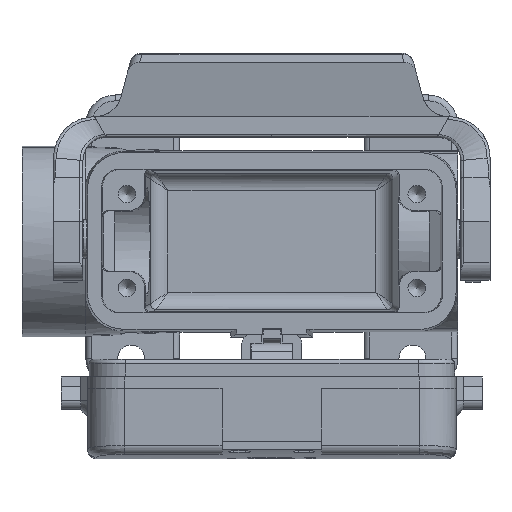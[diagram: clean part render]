
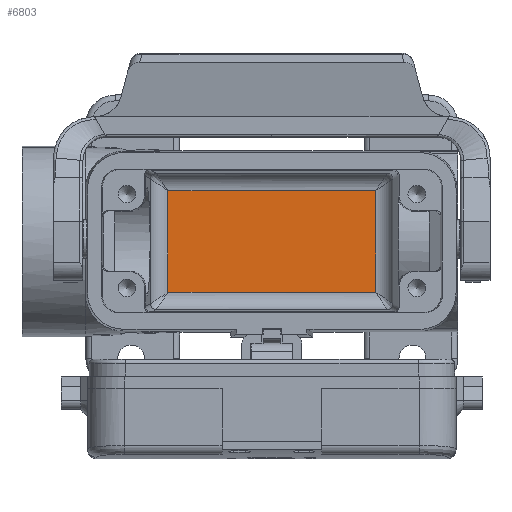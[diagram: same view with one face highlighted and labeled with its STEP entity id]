
A CAD part, top view. The second image highlights one B-rep face of the part: STEP entity #6803.
In plain terms, the highlighted planar face has unit normal (0, 0, 1).
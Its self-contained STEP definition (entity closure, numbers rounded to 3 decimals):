
#3274=PLANE('',#15925);
#3676=FACE_OUTER_BOUND('',#7656,.T.);
#4619=LINE('',#20683,#5578);
#4682=LINE('',#21132,#5641);
#4684=LINE('',#21226,#5643);
#4687=LINE('',#21230,#5646);
#5578=VECTOR('',#17429,1.);
#5641=VECTOR('',#17630,1.);
#5643=VECTOR('',#17656,1.);
#5646=VECTOR('',#17661,1.);
#6803=ADVANCED_FACE('',(#3676),#3274,.F.);
#7656=EDGE_LOOP('',(#9311,#9312,#9313,#9314));
#9311=ORIENTED_EDGE('',*,*,#13371,.T.);
#9312=ORIENTED_EDGE('',*,*,#13240,.F.);
#9313=ORIENTED_EDGE('',*,*,#13368,.T.);
#9314=ORIENTED_EDGE('',*,*,#13355,.T.);
#11958=VERTEX_POINT('',#20673);
#11963=VERTEX_POINT('',#20682);
#12035=VERTEX_POINT('',#21131);
#12036=VERTEX_POINT('',#21133);
#13240=EDGE_CURVE('',#11963,#11958,#4619,.T.);
#13355=EDGE_CURVE('',#12036,#12035,#4682,.T.);
#13368=EDGE_CURVE('',#11963,#12036,#4684,.T.);
#13371=EDGE_CURVE('',#12035,#11958,#4687,.T.);
#15925=AXIS2_PLACEMENT_3D('',#21486,#17839,#17840);
#17429=DIRECTION('',(1.,0.,0.));
#17630=DIRECTION('',(1.,0.,0.));
#17656=DIRECTION('',(0.,-1.,0.));
#17661=DIRECTION('',(0.,1.,0.));
#17839=DIRECTION('',(0.,0.,-1.));
#17840=DIRECTION('',(-1.,0.,0.));
#20673=CARTESIAN_POINT('',(17.74,8.677,-39.));
#20682=CARTESIAN_POINT('',(-17.74,8.677,-39.));
#20683=CARTESIAN_POINT('',(20.575,8.677,-39.));
#21131=CARTESIAN_POINT('',(17.74,-8.677,-39.));
#21132=CARTESIAN_POINT('',(20.575,-8.677,-39.));
#21133=CARTESIAN_POINT('',(-17.74,-8.677,-39.));
#21226=CARTESIAN_POINT('',(-17.74,-10.601,-39.));
#21230=CARTESIAN_POINT('',(17.74,0.,-39.));
#21486=CARTESIAN_POINT('',(20.575,-12.075,-39.));
